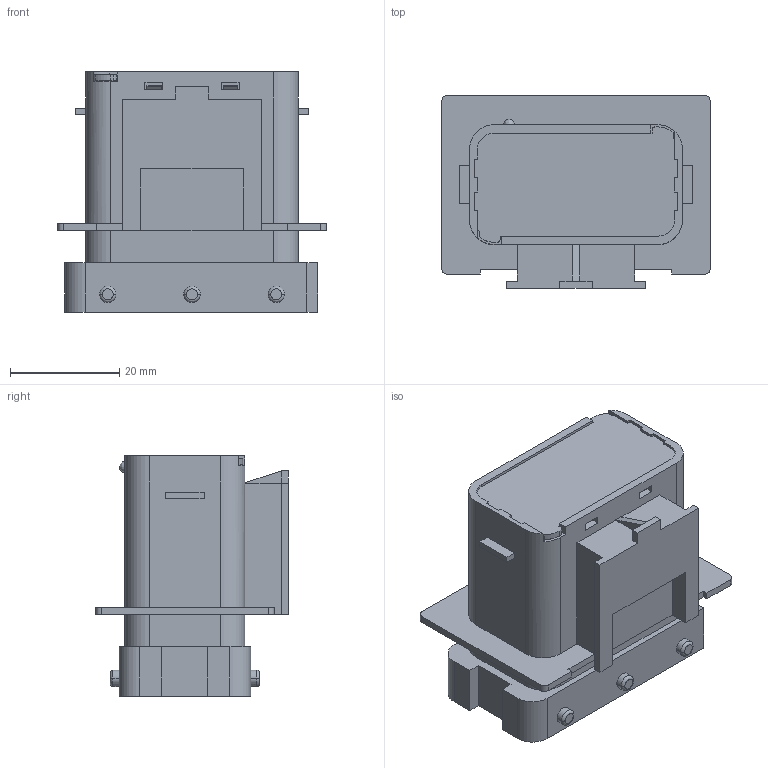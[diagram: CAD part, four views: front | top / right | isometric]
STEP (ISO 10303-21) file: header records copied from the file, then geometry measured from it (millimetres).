
FILE_DESCRIPTION(/* description */ (''),/* implementation_level */ '2;1');
FILE_NAME(/* name */ '15470023-ENV10_01-CONN.stp',/* time_stamp */ '2023-06-15T12:15:38+08:00',/* author */ (''),/* organization */ (''),/* preprocessor_version */ 'ST-DEVELOPER v16',/* originating_system */ 'SIEMENS PLM Software NX 11.0',/* authorisation */ '');
FILE_SCHEMA (('AUTOMOTIVE_DESIGN { 1 0 10303 214 3 1 1 1 }'));
Length unit declared in the file: millimetre
Products named in the file (1): 15470023-ENV10_01-CONN
Bounding box: 49.1 x 35.25 x 43.9 mm (x, y, z)
Volume: 30148.6 mm3; surface area: 14759.3 mm2
Topology: 1 solids, 1 shells, 513 faces, 1430 edges, 938 vertices
Faces by surface type: plane 418, cylinder 70, torus 16, cone 8, bspline 1
Entity records: 16297 total; most frequent: CARTESIAN_POINT 2937, ORIENTED_EDGE 2856, DIRECTION 2638, EDGE_CURVE 1428, LINE 1240, VECTOR 1240, VERTEX_POINT 938, AXIS2_PLACEMENT_3D 699
